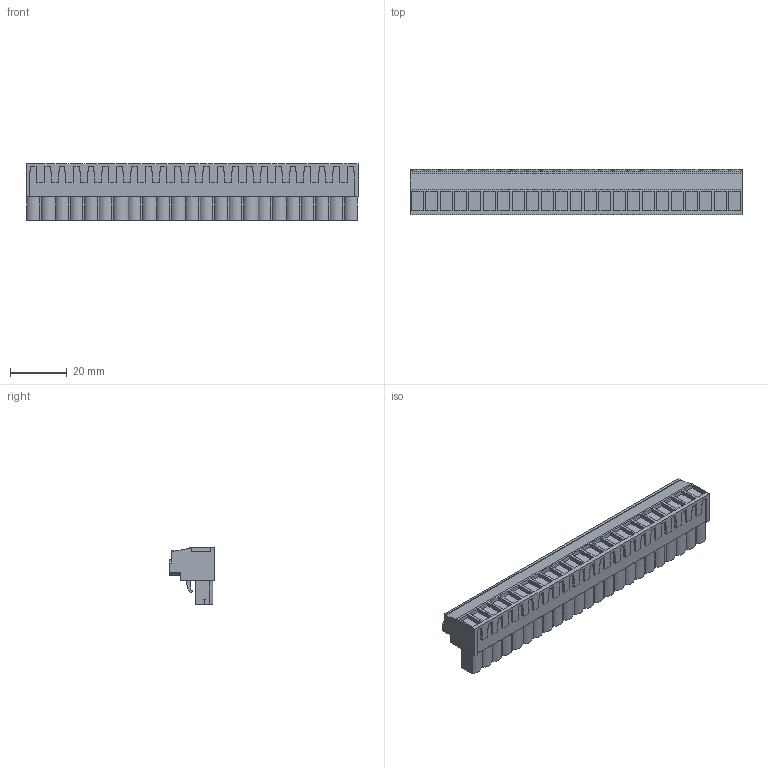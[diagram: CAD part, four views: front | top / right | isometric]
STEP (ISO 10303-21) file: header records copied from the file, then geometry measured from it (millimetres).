
FILE_DESCRIPTION(('CATIA V5 STEP','CAx-IF Rec.Pracs.--- Model Styling and Organization---1.2---2011-12-15'),'2;1');
FILE_NAME ('D1459887_0_1943790000_1943790000.stp','2017-05-20T10:38:36+00:00',('none'),('Weidmueller'),'CATIA Version 5-6 Release 2014','CATIA V5 STEP AP214','none');
FILE_SCHEMA(('AUTOMOTIVE_DESIGN { 1 0 10303 214 1 1 1 1 }'));
Length unit declared in the file: millimetre
Products named in the file (1): 1943790000
Bounding box: 116.84 x 16.1 x 20.05 mm (x, y, z)
Volume: 21698.9 mm3; surface area: 13451.7 mm2
Topology: 24 solids, 24 shells, 1512 faces, 4283 edges, 2912 vertices
Faces by surface type: plane 1301, cylinder 211
Entity records: 44733 total; most frequent: ORIENTED_EDGE 8566, CARTESIAN_POINT 8016, DIRECTION 5923, EDGE_CURVE 4283, VECTOR 3769, LINE 3769, VERTEX_POINT 2912, EDGE_LOOP 1605
